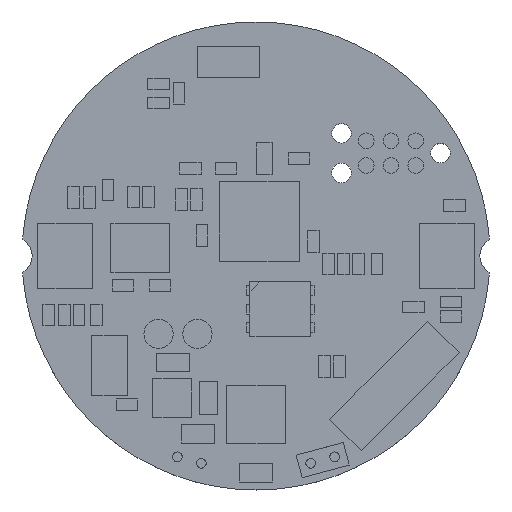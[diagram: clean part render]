
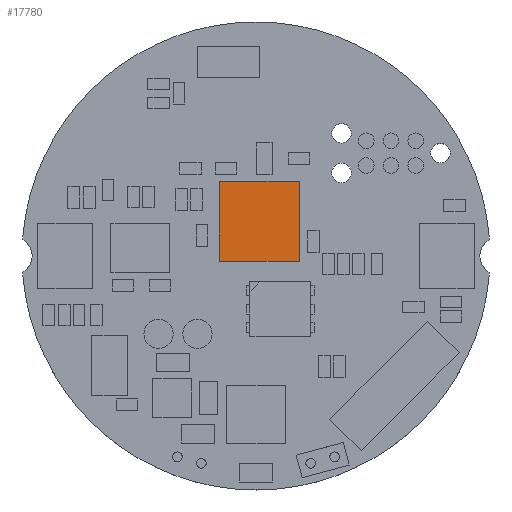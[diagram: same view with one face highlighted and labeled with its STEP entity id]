
A CAD part, top view. The second image highlights one B-rep face of the part: STEP entity #17780.
In plain terms, the highlighted planar face has unit normal (0, 0, 1).
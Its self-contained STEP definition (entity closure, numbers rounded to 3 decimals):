
#272=FACE_OUTER_BOUND('',#1220,.T.);
#1220=EDGE_LOOP('',(#11353,#11354,#11355,#11356));
#2295=LINE('',#24189,#4757);
#2298=LINE('',#24195,#4760);
#2301=LINE('',#24201,#4763);
#2304=LINE('',#24206,#4766);
#4757=VECTOR('',#19732,4.1);
#4760=VECTOR('',#19737,4.1);
#4763=VECTOR('',#19742,4.1);
#4766=VECTOR('',#19747,4.1);
#7219=VERTEX_POINT('',#24186);
#7220=VERTEX_POINT('',#24188);
#7222=VERTEX_POINT('',#24194);
#7224=VERTEX_POINT('',#24200);
#8865=EDGE_CURVE('',#7219,#7220,#2295,.T.);
#8868=EDGE_CURVE('',#7220,#7222,#2298,.T.);
#8871=EDGE_CURVE('',#7222,#7224,#2301,.T.);
#8874=EDGE_CURVE('',#7224,#7219,#2304,.T.);
#11353=ORIENTED_EDGE('',*,*,#8865,.F.);
#11354=ORIENTED_EDGE('',*,*,#8874,.F.);
#11355=ORIENTED_EDGE('',*,*,#8871,.F.);
#11356=ORIENTED_EDGE('',*,*,#8868,.F.);
#16276=PLANE('',#18736);
#17780=ADVANCED_FACE('',(#272),#16276,.T.);
#18736=AXIS2_PLACEMENT_3D('',#24209,#19751,#19752);
#19732=DIRECTION('',(-1.,0.,0.));
#19737=DIRECTION('',(0.,1.,0.));
#19742=DIRECTION('',(1.,0.,0.));
#19747=DIRECTION('',(0.,-1.,0.));
#19751=DIRECTION('center_axis',(0.,0.,1.));
#19752=DIRECTION('ref_axis',(1.,0.,0.));
#24186=CARTESIAN_POINT('',(2.225,-0.275,0.95));
#24188=CARTESIAN_POINT('',(-1.875,-0.275,0.95));
#24189=CARTESIAN_POINT('',(2.225,-0.275,0.95));
#24194=CARTESIAN_POINT('',(-1.875,3.825,0.95));
#24195=CARTESIAN_POINT('',(-1.875,-0.275,0.95));
#24200=CARTESIAN_POINT('',(2.225,3.825,0.95));
#24201=CARTESIAN_POINT('',(-1.875,3.825,0.95));
#24206=CARTESIAN_POINT('',(2.225,3.825,0.95));
#24209=CARTESIAN_POINT('Origin',(2.225,-0.275,0.95));
